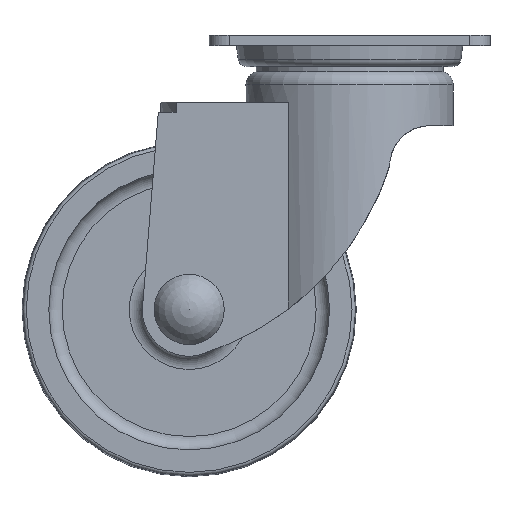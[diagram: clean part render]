
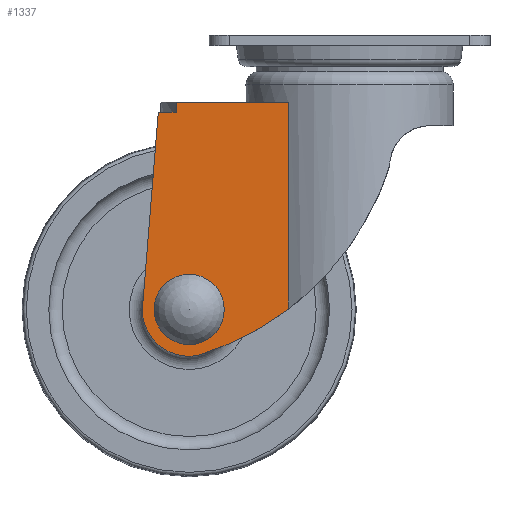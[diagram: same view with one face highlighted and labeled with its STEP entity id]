
A CAD part, top view. The second image highlights one B-rep face of the part: STEP entity #1337.
In plain terms, the highlighted planar face has unit normal (0, 0, 1).
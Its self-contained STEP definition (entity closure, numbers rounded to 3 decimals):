
#94=LINE('',#2098,#170);
#95=LINE('',#2100,#171);
#96=LINE('',#2102,#172);
#97=LINE('',#2104,#173);
#98=LINE('',#2106,#174);
#170=VECTOR('',#1649,1000.);
#171=VECTOR('',#1650,1000.);
#172=VECTOR('',#1651,1000.);
#173=VECTOR('',#1652,1000.);
#174=VECTOR('',#1653,1000.);
#246=ORIENTED_EDGE('',*,*,#594,.F.);
#247=ORIENTED_EDGE('',*,*,#595,.T.);
#248=ORIENTED_EDGE('',*,*,#596,.F.);
#249=ORIENTED_EDGE('',*,*,#597,.F.);
#250=ORIENTED_EDGE('',*,*,#598,.T.);
#251=ORIENTED_EDGE('',*,*,#599,.T.);
#252=ORIENTED_EDGE('',*,*,#600,.F.);
#253=ORIENTED_EDGE('',*,*,#601,.F.);
#594=EDGE_CURVE('',#768,#769,#900,.F.);
#595=EDGE_CURVE('',#768,#770,#94,.F.);
#596=EDGE_CURVE('',#771,#770,#95,.T.);
#597=EDGE_CURVE('',#772,#771,#96,.T.);
#598=EDGE_CURVE('',#772,#773,#97,.T.);
#599=EDGE_CURVE('',#773,#774,#98,.T.);
#600=EDGE_CURVE('',#769,#774,#901,.F.);
#601=EDGE_CURVE('',#775,#775,#902,.T.);
#768=VERTEX_POINT('',#2096);
#769=VERTEX_POINT('',#2097);
#770=VERTEX_POINT('',#2099);
#771=VERTEX_POINT('',#2101);
#772=VERTEX_POINT('',#2103);
#773=VERTEX_POINT('',#2105);
#774=VERTEX_POINT('',#2107);
#775=VERTEX_POINT('',#2110);
#900=CIRCLE('',#1458,43.667);
#901=CIRCLE('',#1459,7.);
#902=CIRCLE('',#1460,5.25);
#990=EDGE_LOOP('',(#246,#247,#248,#249,#250,#251,#252));
#991=EDGE_LOOP('',(#253));
#1144=FACE_BOUND('',#990,.T.);
#1145=FACE_BOUND('',#991,.T.);
#1298=PLANE('',#1457);
#1337=ADVANCED_FACE('',(#1144,#1145),#1298,.T.);
#1457=AXIS2_PLACEMENT_3D('',#2094,#1645,#1646);
#1458=AXIS2_PLACEMENT_3D('',#2095,#1647,#1648);
#1459=AXIS2_PLACEMENT_3D('',#2108,#1654,#1655);
#1460=AXIS2_PLACEMENT_3D('',#2109,#1656,#1657);
#1645=DIRECTION('',(0.,0.,1.));
#1646=DIRECTION('',(1.,0.,0.));
#1647=DIRECTION('',(0.,0.,1.));
#1648=DIRECTION('',(1.,0.,0.));
#1649=DIRECTION('',(0.,-1.,0.));
#1650=DIRECTION('',(1.,0.,0.));
#1651=DIRECTION('',(0.,1.,0.));
#1652=DIRECTION('',(-1.,0.,0.));
#1653=DIRECTION('',(-0.08,-0.997,0.));
#1654=DIRECTION('',(0.,0.,1.));
#1655=DIRECTION('',(1.,0.,0.));
#1656=DIRECTION('',(0.,0.,1.));
#1657=DIRECTION('',(1.,0.,0.));
#2094=CARTESIAN_POINT('',(-7.5,31.,12.5));
#2095=CARTESIAN_POINT('',(-11.581,34.836,12.5));
#2096=CARTESIAN_POINT('',(14.835,0.065,12.5));
#2097=CARTESIAN_POINT('',(1.391,-6.86,12.5));
#2098=CARTESIAN_POINT('',(14.835,-10.,12.5));
#2099=CARTESIAN_POINT('',(14.835,31.,12.5));
#2100=CARTESIAN_POINT('',(-7.5,31.,12.5));
#2101=CARTESIAN_POINT('',(-1.941,31.,12.5));
#2102=CARTESIAN_POINT('',(-1.941,29.5,12.5));
#2103=CARTESIAN_POINT('',(-1.941,29.5,12.5));
#2104=CARTESIAN_POINT('',(-7.5,29.5,12.5));
#2105=CARTESIAN_POINT('',(-4.621,29.5,12.5));
#2106=CARTESIAN_POINT('',(-4.519,30.76,12.5));
#2107=CARTESIAN_POINT('',(-7.,0.,12.5));
#2108=CARTESIAN_POINT('',(0.,0.,12.5));
#2109=CARTESIAN_POINT('',(0.,0.,12.5));
#2110=CARTESIAN_POINT('',(5.25,0.,12.5));
